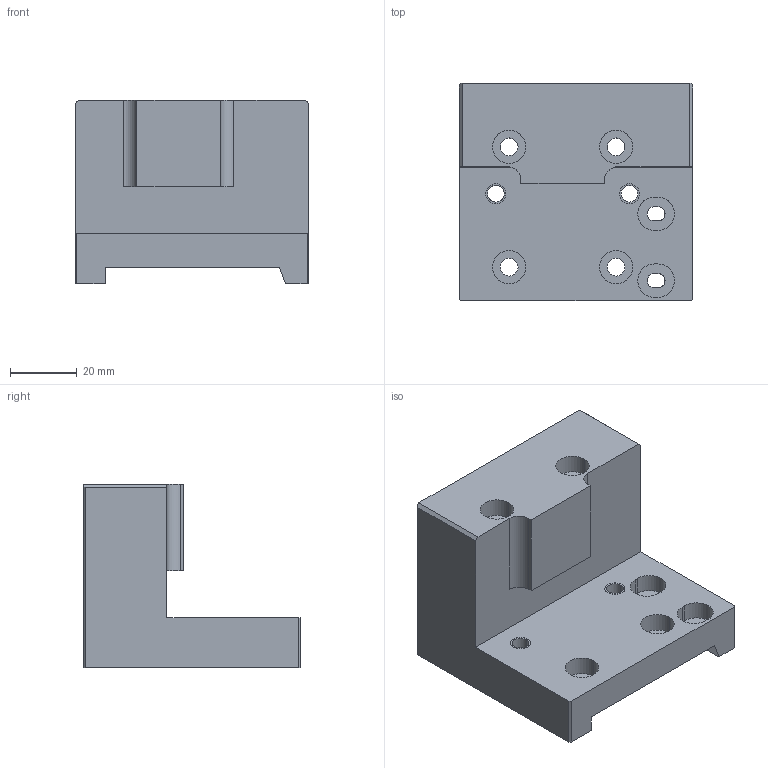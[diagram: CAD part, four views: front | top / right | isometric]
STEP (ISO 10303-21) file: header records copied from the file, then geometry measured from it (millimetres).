
FILE_DESCRIPTION((''),'2;1');
FILE_NAME('50-002019-00106','2020-01-08T18:22:36',('t.kolegar'),('Mechatronic Design & Solutions s.r.o.'),'CREO PARAMETRIC BY PTC INC, 2018020','CREO PARAMETRIC BY PTC INC, 2018020','');
FILE_SCHEMA(('CONFIG_CONTROL_DESIGN'));
Length unit declared in the file: millimetre
Products named in the file (1): 50-002019-00106
Bounding box: 70 x 65 x 55 mm (x, y, z)
Volume: 118183.2 mm3; surface area: 25694.8 mm2
Topology: 1 solids, 7 shells, 99 faces, 297 edges, 226 vertices
Faces by surface type: cylinder 50, plane 41, cone 8
Entity records: 3341 total; most frequent: DIRECTION 601, CARTESIAN_POINT 581, ORIENTED_EDGE 504, EDGE_CURVE 266, AXIS2_PLACEMENT_3D 214, VERTEX_POINT 180, VECTOR 173, LINE 173
